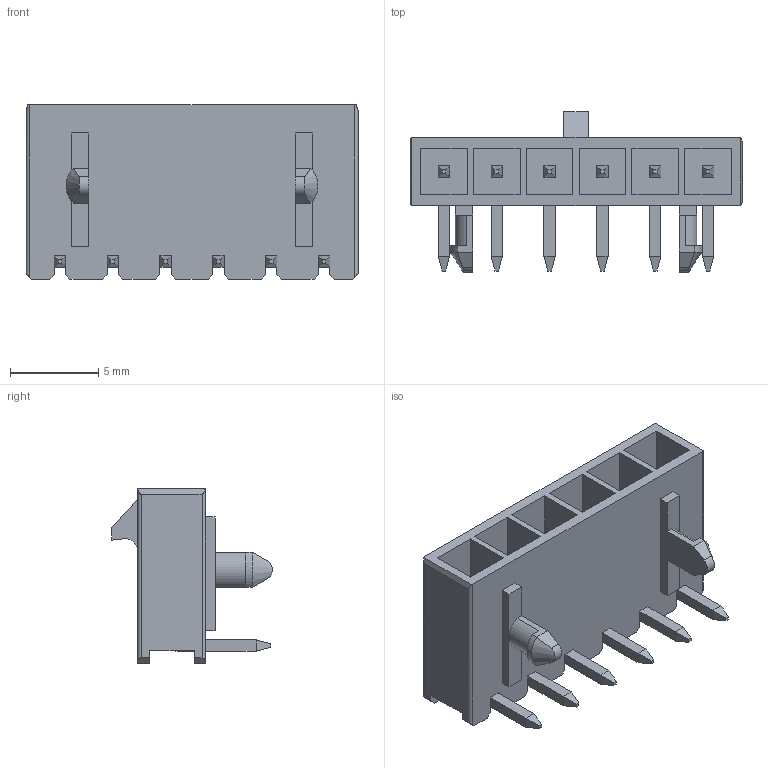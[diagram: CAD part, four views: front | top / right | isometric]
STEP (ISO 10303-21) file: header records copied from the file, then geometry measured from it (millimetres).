
FILE_DESCRIPTION (( 'STEP AP214' ), '1' );
FILE_NAME ('2157603006.STEP', '2024-04-01T04:20:55', ( 'LENOVO' ), ( '' ), 'SwSTEP 2.0', 'SolidWorks 2021', '' );
FILE_SCHEMA (( 'AUTOMOTIVE_DESIGN' ));
Length unit declared in the file: millimetre
Products named in the file (1): 2157603006
Bounding box: 18.85 x 9.12 x 9.9 mm (x, y, z)
Volume: 439.9 mm3; surface area: 1271.9 mm2
Topology: 13 solids, 13 shells, 279 faces, 678 edges, 434 vertices
Faces by surface type: plane 259, cylinder 18, cone 2
Entity records: 8772 total; most frequent: CARTESIAN_POINT 1446, ORIENTED_EDGE 1356, DIRECTION 1256, EDGE_CURVE 678, VECTOR 632, LINE 632, VERTEX_POINT 434, AXIS2_PLACEMENT_3D 312
